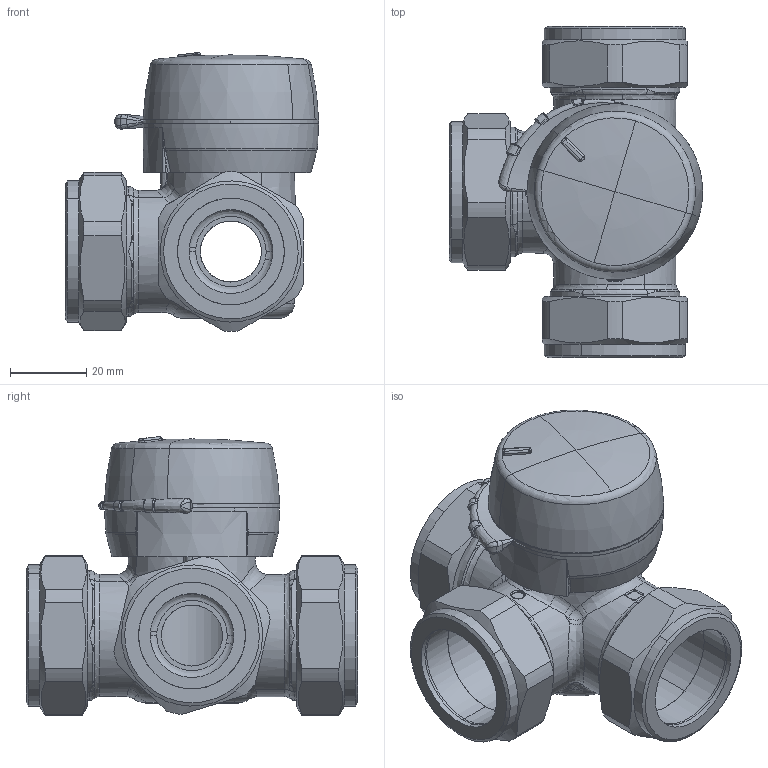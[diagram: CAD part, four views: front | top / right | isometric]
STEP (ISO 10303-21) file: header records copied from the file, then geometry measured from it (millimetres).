
FILE_DESCRIPTION(('CATIA V5 STEP Exchange'),'2;1');
FILE_NAME('VRG X33 DN25.stp','2008-10-02T08:40:51+00:00',('none'),('none'),'CATIA Version 5 Release 16 (IN-10)','CATIA V5 STEP AP214','none');
FILE_SCHEMA(('AUTOMOTIVE_DESIGN { 1 0 10303 214 1 1 1 1 }'));
Products named in the file (9): VRG X33 DN25; 7035-01; 7040-01; 7039-01; 7000-03; 2716-01; 2259-01; 2259-02; 2716-02
Assembly tree (10 placements, depth 2):
  VRG X33 DN25
    7035-01
    7040-01
    7039-01
    7000-03
    2716-01  x2
    2259-01  x2
    2259-02
    2716-02
Bounding box: 66.38 x 86.77 x 72.96 mm (x, y, z)
Volume: 72461.2 mm3; surface area: 64793.8 mm2
Topology: 11 solids, 11 shells, 1182 faces, 3123 edges, 1974 vertices
Faces by surface type: plane 385, cylinder 299, bspline 213, cone 142, torus 77, sphere 29, revolution 27, extrusion 10
Entity records: 52485 total; most frequent: CARTESIAN_POINT 24630, ORIENTED_EDGE 6010, DIRECTION 3226, EDGE_CURVE 3005, VERTEX_POINT 1918, AXIS2_PLACEMENT_3D 1276, B_SPLINE_CURVE_WITH_KNOTS 1233, VECTOR 1228
